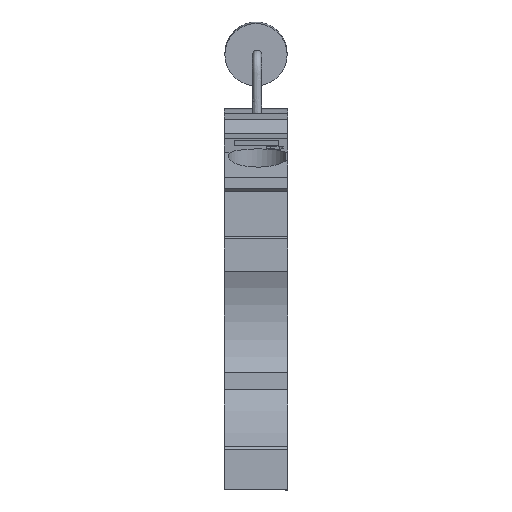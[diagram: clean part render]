
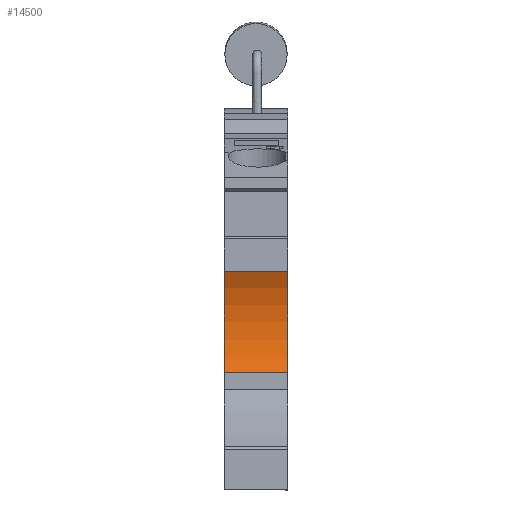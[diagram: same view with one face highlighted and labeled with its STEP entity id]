
A CAD part, front view. The second image highlights one B-rep face of the part: STEP entity #14500.
In plain terms, the highlighted cylindrical face has radius 15 mm (diameter 30 mm), a partial arc.
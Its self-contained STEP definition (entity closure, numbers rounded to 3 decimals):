
#200=CARTESIAN_POINT('',(-51.584,27.816,
-53.67));
#210=VERTEX_POINT('',#200);
#240=CARTESIAN_POINT('',(-63.768,19.067,
-53.67));
#250=DIRECTION('',(0.,0.,-1.));
#260=DIRECTION('',(0.985,0.174,
0.));
#270=AXIS2_PLACEMENT_3D('',#240,#250,#260);
#280=CIRCLE('',#270,15.);
#290=CARTESIAN_POINT('',(-49.326,15.014,
-53.67));
#300=VERTEX_POINT('',#290);
#310=EDGE_CURVE('',#210,#300,#280,.T.);
#13440=CARTESIAN_POINT('',(-49.326,15.014,
-45.52));
#13450=VERTEX_POINT('',#13440);
#13480=CARTESIAN_POINT('',(-63.768,19.067,
-45.52));
#13490=DIRECTION('',(0.,0.,-1.));
#13500=DIRECTION('',(0.985,0.174,
0.));
#13510=AXIS2_PLACEMENT_3D('',#13480,#13490,#13500);
#13520=CIRCLE('',#13510,15.);
#13530=CARTESIAN_POINT('',(-51.584,27.816,
-45.52));
#13540=VERTEX_POINT('',#13530);
#13550=EDGE_CURVE('',#13540,#13450,#13520,.T.);
#14170=CARTESIAN_POINT('',(-51.584,27.816,
-44.705));
#14180=DIRECTION('',(0.,0.,-1.));
#14190=VECTOR('',#14180,1.);
#14200=LINE('',#14170,#14190);
#14210=EDGE_CURVE('',#13540,#210,#14200,.T.);
#14340=CARTESIAN_POINT('',(-63.768,19.067,
-44.705));
#14350=DIRECTION('',(0.,0.,-1.));
#14360=DIRECTION('',(0.985,0.174,
0.));
#14370=AXIS2_PLACEMENT_3D('',#14340,#14350,#14360);
#14380=CYLINDRICAL_SURFACE('',#14370,15.);
#14390=CARTESIAN_POINT('',(-49.326,15.014,
-44.705));
#14400=DIRECTION('',(0.,0.,-1.));
#14410=VECTOR('',#14400,1.);
#14420=LINE('',#14390,#14410);
#14430=EDGE_CURVE('',#13450,#300,#14420,.T.);
#14440=ORIENTED_EDGE('',*,*,#14430,.F.);
#14450=ORIENTED_EDGE('',*,*,#310,.T.);
#14460=ORIENTED_EDGE('',*,*,#14210,.T.);
#14470=ORIENTED_EDGE('',*,*,#13550,.F.);
#14480=EDGE_LOOP('',(#14470,#14460,#14450,#14440));
#14490=FACE_OUTER_BOUND('',#14480,.T.);
#14500=ADVANCED_FACE('',(#14490),#14380,.F.);
